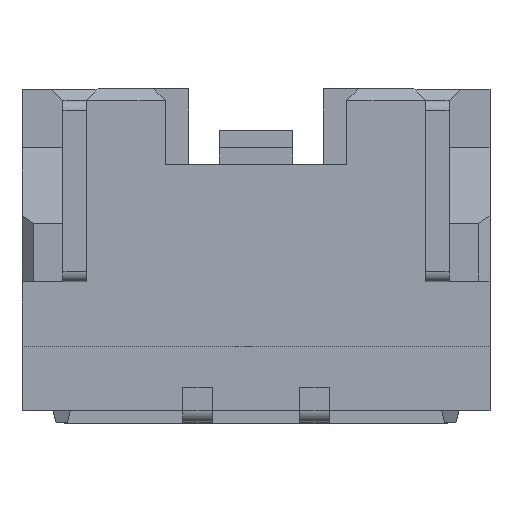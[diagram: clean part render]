
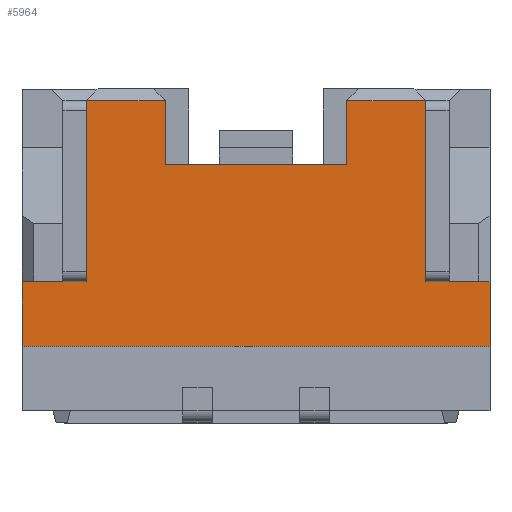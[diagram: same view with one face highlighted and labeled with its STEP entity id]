
A CAD part, top view. The second image highlights one B-rep face of the part: STEP entity #5964.
In plain terms, the highlighted planar face has unit normal (0, 0, 1).
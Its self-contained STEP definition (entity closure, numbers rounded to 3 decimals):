
#3 = VERTEX_POINT ( 'NONE', #2843 ) ;
#348 = CARTESIAN_POINT ( 'NONE',  ( -2.9, 2.4, 3.7 ) ) ;
#459 = ORIENTED_EDGE ( 'NONE', *, *, #1532, .T. ) ;
#629 = EDGE_CURVE ( 'NONE', #1037, #5201, #4922, .T. ) ;
#652 = CARTESIAN_POINT ( 'NONE',  ( 4., 2.4, 3.7 ) ) ;
#661 = EDGE_CURVE ( 'NONE', #7376, #1057, #7899, .T. ) ;
#698 = VERTEX_POINT ( 'NONE', #5286 ) ;
#776 = LINE ( 'NONE', #5372, #5280 ) ;
#807 = LINE ( 'NONE', #6244, #5321 ) ;
#869 = LINE ( 'NONE', #7075, #6357 ) ;
#947 = DIRECTION ( 'NONE',  ( 0., 0., -1. ) ) ;
#965 = LINE ( 'NONE', #6671, #4207 ) ;
#978 = CARTESIAN_POINT ( 'NONE',  ( -2.9, 5.5, 3.7 ) ) ;
#983 = VERTEX_POINT ( 'NONE', #348 ) ;
#1022 = DIRECTION ( 'NONE',  ( -1., 0., 0. ) ) ;
#1030 = EDGE_CURVE ( 'NONE', #3, #5046, #869, .T. ) ;
#1037 = VERTEX_POINT ( 'NONE', #1643 ) ;
#1057 = VERTEX_POINT ( 'NONE', #5236 ) ;
#1141 = CARTESIAN_POINT ( 'NONE',  ( 4., 5.5, 3.7 ) ) ;
#1278 = VECTOR ( 'NONE', #6561, 1000. ) ;
#1532 = EDGE_CURVE ( 'NONE', #4538, #698, #776, .T. ) ;
#1643 = CARTESIAN_POINT ( 'NONE',  ( 2.9, 5.5, 3.7 ) ) ;
#1865 = EDGE_CURVE ( 'NONE', #3879, #2605, #3344, .T. ) ;
#1920 = CARTESIAN_POINT ( 'NONE',  ( 1.55, 5.5, 3.7 ) ) ;
#1935 = ORIENTED_EDGE ( 'NONE', *, *, #6597, .T. ) ;
#2209 = ORIENTED_EDGE ( 'NONE', *, *, #4904, .F. ) ;
#2293 = ORIENTED_EDGE ( 'NONE', *, *, #661, .T. ) ;
#2319 = VECTOR ( 'NONE', #4710, 1000. ) ;
#2400 = CARTESIAN_POINT ( 'NONE',  ( -2.9, 2.4, 3.7 ) ) ;
#2471 = EDGE_CURVE ( 'NONE', #5201, #3879, #807, .T. ) ;
#2605 = VERTEX_POINT ( 'NONE', #7017 ) ;
#2648 = ORIENTED_EDGE ( 'NONE', *, *, #6139, .T. ) ;
#2698 = LINE ( 'NONE', #7616, #1278 ) ;
#2843 = CARTESIAN_POINT ( 'NONE',  ( -4., 2.4, 3.7 ) ) ;
#3021 = DIRECTION ( 'NONE',  ( -1., 0., 0. ) ) ;
#3284 = DIRECTION ( 'NONE',  ( 0., -1., 0. ) ) ;
#3344 = LINE ( 'NONE', #6903, #6443 ) ;
#3631 = VERTEX_POINT ( 'NONE', #978 ) ;
#3868 = DIRECTION ( 'NONE',  ( 0., -1., 0. ) ) ;
#3879 = VERTEX_POINT ( 'NONE', #652 ) ;
#3921 = ORIENTED_EDGE ( 'NONE', *, *, #1030, .T. ) ;
#3980 = CARTESIAN_POINT ( 'NONE',  ( 4., 5.7, 3.7 ) ) ;
#3982 = CARTESIAN_POINT ( 'NONE',  ( -1.55, 5.7, 3.7 ) ) ;
#3989 = ORIENTED_EDGE ( 'NONE', *, *, #1865, .F. ) ;
#4136 = DIRECTION ( 'NONE',  ( -1., 0., 0. ) ) ;
#4137 = VECTOR ( 'NONE', #4783, 1000. ) ;
#4207 = VECTOR ( 'NONE', #1022, 1000. ) ;
#4310 = FACE_OUTER_BOUND ( 'NONE', #4962, .T. ) ;
#4516 = LINE ( 'NONE', #6000, #4137 ) ;
#4532 = ORIENTED_EDGE ( 'NONE', *, *, #4745, .T. ) ;
#4538 = VERTEX_POINT ( 'NONE', #1920 ) ;
#4628 = DIRECTION ( 'NONE',  ( 0., 1., 0. ) ) ;
#4692 = VECTOR ( 'NONE', #6092, 1000. ) ;
#4710 = DIRECTION ( 'NONE',  ( 0., 1., 0. ) ) ;
#4721 = AXIS2_PLACEMENT_3D ( 'NONE', #3980, #947, #4628 ) ;
#4745 = EDGE_CURVE ( 'NONE', #983, #3, #2698, .T. ) ;
#4750 = CARTESIAN_POINT ( 'NONE',  ( -1.55, 4.4, 3.7 ) ) ;
#4783 = DIRECTION ( 'NONE',  ( -1., 0., 0. ) ) ;
#4904 = EDGE_CURVE ( 'NONE', #2605, #5046, #4516, .T. ) ;
#4922 = LINE ( 'NONE', #6484, #6942 ) ;
#4962 = EDGE_LOOP ( 'NONE', ( #2293, #1935, #2648, #4532, #3921, #2209, #3989, #6523, #6877, #6789, #459, #7116 ) ) ;
#5046 = VERTEX_POINT ( 'NONE', #6788 ) ;
#5201 = VERTEX_POINT ( 'NONE', #5715 ) ;
#5236 = CARTESIAN_POINT ( 'NONE',  ( -1.55, 5.5, 3.7 ) ) ;
#5280 = VECTOR ( 'NONE', #3284, 1000. ) ;
#5286 = CARTESIAN_POINT ( 'NONE',  ( 1.55, 4.4, 3.7 ) ) ;
#5321 = VECTOR ( 'NONE', #7523, 1000. ) ;
#5372 = CARTESIAN_POINT ( 'NONE',  ( 1.55, 5.7, 3.7 ) ) ;
#5502 = EDGE_CURVE ( 'NONE', #1037, #4538, #7025, .T. ) ;
#5715 = CARTESIAN_POINT ( 'NONE',  ( 2.9, 2.4, 3.7 ) ) ;
#5856 = DIRECTION ( 'NONE',  ( 0., -1., 0. ) ) ;
#5959 = DIRECTION ( 'NONE',  ( 0., -1., 0. ) ) ;
#5964 = ADVANCED_FACE ( 'NONE', ( #4310 ), #7033, .F. ) ;
#6000 = CARTESIAN_POINT ( 'NONE',  ( 4., 1.3, 3.7 ) ) ;
#6007 = EDGE_CURVE ( 'NONE', #698, #7376, #965, .T. ) ;
#6092 = DIRECTION ( 'NONE',  ( 0., -1., 0. ) ) ;
#6139 = EDGE_CURVE ( 'NONE', #3631, #983, #7881, .T. ) ;
#6244 = CARTESIAN_POINT ( 'NONE',  ( 2.9, 2.4, 3.7 ) ) ;
#6352 = VECTOR ( 'NONE', #3021, 1000. ) ;
#6357 = VECTOR ( 'NONE', #5856, 1000. ) ;
#6443 = VECTOR ( 'NONE', #3868, 1000. ) ;
#6484 = CARTESIAN_POINT ( 'NONE',  ( 2.9, 2.4, 3.7 ) ) ;
#6523 = ORIENTED_EDGE ( 'NONE', *, *, #2471, .F. ) ;
#6561 = DIRECTION ( 'NONE',  ( -1., 0., 0. ) ) ;
#6597 = EDGE_CURVE ( 'NONE', #1057, #3631, #7583, .T. ) ;
#6671 = CARTESIAN_POINT ( 'NONE',  ( 4., 4.4, 3.7 ) ) ;
#6690 = CARTESIAN_POINT ( 'NONE',  ( 4., 5.5, 3.7 ) ) ;
#6788 = CARTESIAN_POINT ( 'NONE',  ( -4., 1.3, 3.7 ) ) ;
#6789 = ORIENTED_EDGE ( 'NONE', *, *, #5502, .T. ) ;
#6877 = ORIENTED_EDGE ( 'NONE', *, *, #629, .F. ) ;
#6903 = CARTESIAN_POINT ( 'NONE',  ( 4., 5.7, 3.7 ) ) ;
#6942 = VECTOR ( 'NONE', #5959, 1000. ) ;
#7017 = CARTESIAN_POINT ( 'NONE',  ( 4., 1.3, 3.7 ) ) ;
#7025 = LINE ( 'NONE', #1141, #6352 ) ;
#7033 = PLANE ( 'NONE',  #4721 ) ;
#7075 = CARTESIAN_POINT ( 'NONE',  ( -4., 5.7, 3.7 ) ) ;
#7116 = ORIENTED_EDGE ( 'NONE', *, *, #6007, .T. ) ;
#7299 = VECTOR ( 'NONE', #4136, 1000. ) ;
#7376 = VERTEX_POINT ( 'NONE', #4750 ) ;
#7523 = DIRECTION ( 'NONE',  ( 1., 0., 0. ) ) ;
#7583 = LINE ( 'NONE', #6690, #7299 ) ;
#7616 = CARTESIAN_POINT ( 'NONE',  ( -2.9, 2.4, 3.7 ) ) ;
#7881 = LINE ( 'NONE', #2400, #4692 ) ;
#7899 = LINE ( 'NONE', #3982, #2319 ) ;
